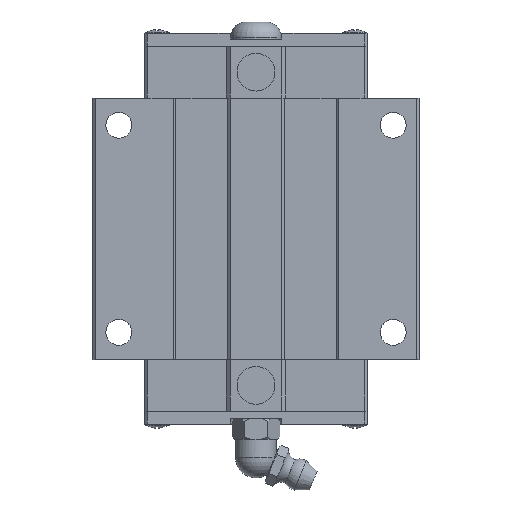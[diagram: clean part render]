
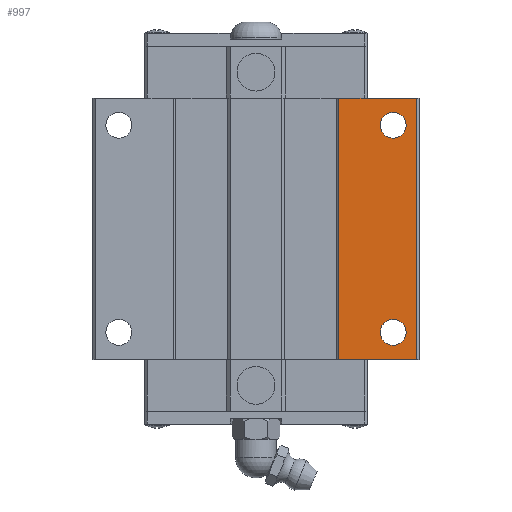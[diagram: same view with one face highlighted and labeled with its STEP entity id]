
A CAD part, top view. The second image highlights one B-rep face of the part: STEP entity #997.
In plain terms, the highlighted planar face has unit normal (0, 0, 1).
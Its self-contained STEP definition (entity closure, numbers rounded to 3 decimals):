
#997=ADVANCED_FACE('',(#2057,#2058,#2059),#2060,.T.);
#2057=FACE_OUTER_BOUND('',#3185,.T.);
#2058=FACE_BOUND('',#3186,.T.);
#2059=FACE_BOUND('',#3187,.T.);
#2060=PLANE('',#3188);
#3185=EDGE_LOOP('',(#6283,#6284,#6285,#6286));
#3186=EDGE_LOOP('',(#6287,#6288));
#3187=EDGE_LOOP('',(#6289,#6290));
#3188=AXIS2_PLACEMENT_3D('',#6291,#6292,#6293);
#6283=ORIENTED_EDGE('',*,*,#7985,.T.);
#6284=ORIENTED_EDGE('',*,*,#7918,.T.);
#6285=ORIENTED_EDGE('',*,*,#7991,.F.);
#6286=ORIENTED_EDGE('',*,*,#7966,.T.);
#6287=ORIENTED_EDGE('',*,*,#6838,.T.);
#6288=ORIENTED_EDGE('',*,*,#7992,.T.);
#6289=ORIENTED_EDGE('',*,*,#6833,.T.);
#6290=ORIENTED_EDGE('',*,*,#7993,.T.);
#6291=CARTESIAN_POINT('',(0.0,63.001,30.0));
#6292=DIRECTION('',(0.0,0.0,1.0));
#6293=DIRECTION('',(-1.0,0.0,0.0));
#6833=EDGE_CURVE('',#8193,#8197,#8199,.T.);
#6838=EDGE_CURVE('',#8202,#8206,#8208,.T.);
#7918=EDGE_CURVE('',#9815,#9813,#9816,.T.);
#7966=EDGE_CURVE('',#9899,#9897,#9900,.T.);
#7985=EDGE_CURVE('',#9897,#9815,#9923,.T.);
#7991=EDGE_CURVE('',#9899,#9813,#9929,.T.);
#7992=EDGE_CURVE('',#8206,#8202,#9930,.T.);
#7993=EDGE_CURVE('',#8197,#8193,#9931,.T.);
#8193=VERTEX_POINT('',#10188);
#8197=VERTEX_POINT('',#10193);
#8199=CIRCLE('',#10196,2.5);
#8202=VERTEX_POINT('',#10199);
#8206=VERTEX_POINT('',#10204);
#8208=CIRCLE('',#10207,2.5);
#9813=VERTEX_POINT('',#13370);
#9815=VERTEX_POINT('',#13373);
#9816=LINE('',#13374,#13375);
#9897=VERTEX_POINT('',#13496);
#9899=VERTEX_POINT('',#13499);
#9900=LINE('',#13500,#13501);
#9923=LINE('',#13536,#13537);
#9929=LINE('',#13545,#13546);
#9930=CIRCLE('',#13547,2.5);
#9931=CIRCLE('',#13548,2.5);
#10188=CARTESIAN_POINT('',(29.0,17.751,30.0));
#10193=CARTESIAN_POINT('',(24.0,17.751,30.0));
#10196=AXIS2_PLACEMENT_3D('',#13866,#13867,#13868);
#10199=CARTESIAN_POINT('',(29.0,57.751,30.0));
#10204=CARTESIAN_POINT('',(24.0,57.751,30.0));
#10207=AXIS2_PLACEMENT_3D('',#13874,#13875,#13876);
#13370=CARTESIAN_POINT('',(31.0,12.501,30.0));
#13373=CARTESIAN_POINT('',(16.0,12.501,30.0));
#13374=CARTESIAN_POINT('',(31.0,12.501,30.0));
#13375=VECTOR('',#14920,1.0);
#13496=CARTESIAN_POINT('',(16.0,63.001,30.0));
#13499=CARTESIAN_POINT('',(31.0,63.001,30.0));
#13500=CARTESIAN_POINT('',(31.0,63.001,30.0));
#13501=VECTOR('',#14962,1.0);
#13536=CARTESIAN_POINT('',(16.0,75.626,30.0));
#13537=VECTOR('',#14975,1.0);
#13545=CARTESIAN_POINT('',(31.0,63.001,30.0));
#13546=VECTOR('',#14978,1.0);
#13547=AXIS2_PLACEMENT_3D('',#14979,#14980,#14981);
#13548=AXIS2_PLACEMENT_3D('',#14982,#14983,#14984);
#13866=CARTESIAN_POINT('',(26.5,17.751,30.0));
#13867=DIRECTION('',(0.0,0.0,-1.0));
#13868=DIRECTION('',(1.0,0.0,0.0));
#13874=CARTESIAN_POINT('',(26.5,57.751,30.0));
#13875=DIRECTION('',(0.0,0.0,-1.0));
#13876=DIRECTION('',(1.0,0.0,0.0));
#14920=DIRECTION('',(1.0,0.0,0.0));
#14962=DIRECTION('',(-1.0,0.0,0.0));
#14975=DIRECTION('',(0.0,-1.0,0.0));
#14978=DIRECTION('',(0.0,-1.0,0.0));
#14979=CARTESIAN_POINT('',(26.5,57.751,30.0));
#14980=DIRECTION('',(0.0,0.0,-1.0));
#14981=DIRECTION('',(1.0,0.0,0.0));
#14982=CARTESIAN_POINT('',(26.5,17.751,30.0));
#14983=DIRECTION('',(0.0,0.0,-1.0));
#14984=DIRECTION('',(1.0,0.0,0.0));
